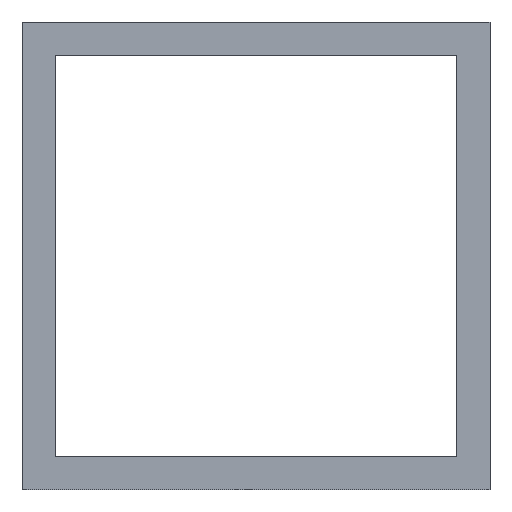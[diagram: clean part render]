
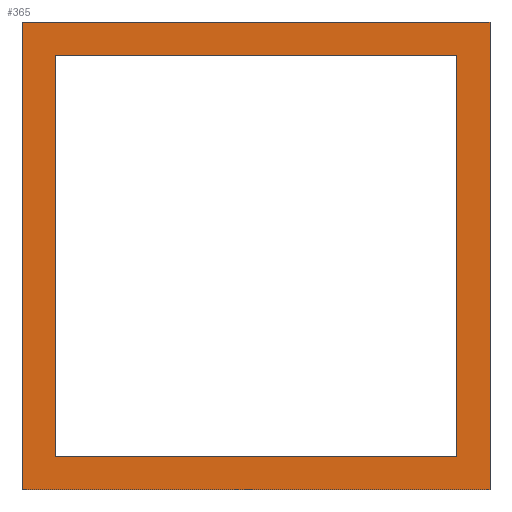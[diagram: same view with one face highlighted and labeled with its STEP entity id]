
A CAD part, front view. The second image highlights one B-rep face of the part: STEP entity #365.
In plain terms, the highlighted planar face has unit normal (0, -1, 0).
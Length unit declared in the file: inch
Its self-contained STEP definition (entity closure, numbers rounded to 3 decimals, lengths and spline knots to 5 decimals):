
#14=LINE('',#565,#38);
#19=LINE('',#575,#43);
#21=LINE('',#579,#45);
#22=LINE('',#580,#46);
#23=LINE('',#583,#47);
#24=LINE('',#585,#48);
#25=LINE('',#587,#49);
#26=LINE('',#588,#50);
#38=VECTOR('',#479,39.37008);
#43=VECTOR('',#486,39.37008);
#45=VECTOR('',#490,39.37008);
#46=VECTOR('',#491,39.37008);
#47=VECTOR('',#492,39.37008);
#48=VECTOR('',#493,39.37008);
#49=VECTOR('',#494,39.37008);
#50=VECTOR('',#495,39.37008);
#64=PLANE('',#419);
#84=FACE_BOUND('',#139,.T.);
#108=FACE_OUTER_BOUND('',#138,.T.);
#138=EDGE_LOOP('',(#276,#277,#278,#279));
#139=EDGE_LOOP('',(#280,#281,#282,#283));
#192=VERTEX_POINT('',#563);
#193=VERTEX_POINT('',#564);
#197=VERTEX_POINT('',#574);
#198=VERTEX_POINT('',#578);
#199=VERTEX_POINT('',#581);
#200=VERTEX_POINT('',#582);
#201=VERTEX_POINT('',#584);
#202=VERTEX_POINT('',#586);
#224=EDGE_CURVE('',#192,#193,#14,.T.);
#229=EDGE_CURVE('',#197,#193,#19,.T.);
#231=EDGE_CURVE('',#192,#198,#21,.T.);
#232=EDGE_CURVE('',#198,#197,#22,.T.);
#233=EDGE_CURVE('',#199,#200,#23,.T.);
#234=EDGE_CURVE('',#200,#201,#24,.T.);
#235=EDGE_CURVE('',#201,#202,#25,.T.);
#236=EDGE_CURVE('',#202,#199,#26,.T.);
#276=ORIENTED_EDGE('',*,*,#229,.T.);
#277=ORIENTED_EDGE('',*,*,#224,.F.);
#278=ORIENTED_EDGE('',*,*,#231,.T.);
#279=ORIENTED_EDGE('',*,*,#232,.T.);
#280=ORIENTED_EDGE('',*,*,#233,.T.);
#281=ORIENTED_EDGE('',*,*,#234,.T.);
#282=ORIENTED_EDGE('',*,*,#235,.T.);
#283=ORIENTED_EDGE('',*,*,#236,.T.);
#365=ADVANCED_FACE('',(#108,#84),#64,.T.);
#419=AXIS2_PLACEMENT_3D('',#577,#488,#489);
#479=DIRECTION('',(0.,0.,1.));
#486=DIRECTION('',(-1.,0.,0.));
#488=DIRECTION('center_axis',(0.,-1.,0.));
#489=DIRECTION('ref_axis',(0.,0.,-1.));
#490=DIRECTION('',(1.,0.,0.));
#491=DIRECTION('',(0.,0.,1.));
#492=DIRECTION('',(-1.,0.,0.));
#493=DIRECTION('',(0.,0.,1.));
#494=DIRECTION('',(1.,0.,0.));
#495=DIRECTION('',(0.,0.,-1.));
#563=CARTESIAN_POINT('',(-24.,-0.875,0.));
#564=CARTESIAN_POINT('',(-24.,-0.875,1.75));
#565=CARTESIAN_POINT('',(-24.,-0.875,0.875));
#574=CARTESIAN_POINT('',(-22.25,-0.875,1.75));
#575=CARTESIAN_POINT('',(-24.,-0.875,1.75));
#577=CARTESIAN_POINT('Origin',(-24.,-0.875,1.75));
#578=CARTESIAN_POINT('',(-22.25,-0.875,0.));
#579=CARTESIAN_POINT('',(-24.,-0.875,0.));
#580=CARTESIAN_POINT('',(-22.25,-0.875,1.75));
#581=CARTESIAN_POINT('',(-22.375,-0.875,0.125));
#582=CARTESIAN_POINT('',(-23.875,-0.875,0.125));
#583=CARTESIAN_POINT('',(-24.,-0.875,0.125));
#584=CARTESIAN_POINT('',(-23.875,-0.875,1.625));
#585=CARTESIAN_POINT('',(-23.875,-0.875,1.75));
#586=CARTESIAN_POINT('',(-22.375,-0.875,1.625));
#587=CARTESIAN_POINT('',(-24.,-0.875,1.625));
#588=CARTESIAN_POINT('',(-22.375,-0.875,1.75));
